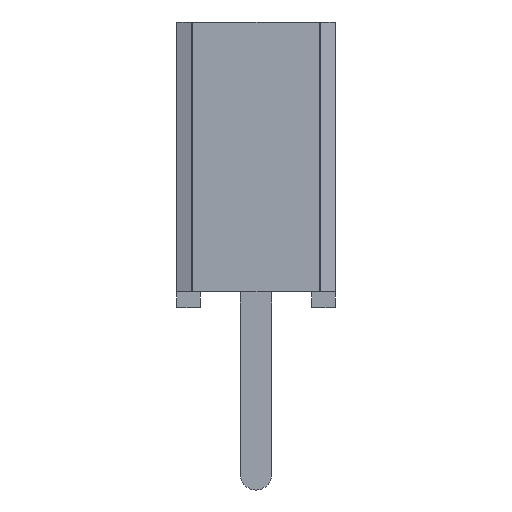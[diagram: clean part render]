
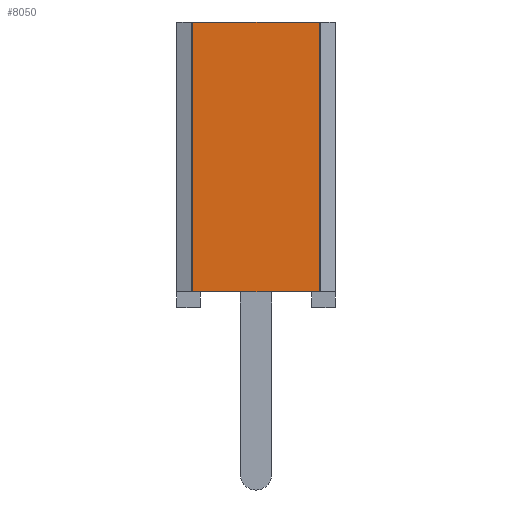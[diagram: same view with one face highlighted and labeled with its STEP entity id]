
A CAD part, left-side view. The second image highlights one B-rep face of the part: STEP entity #8050.
In plain terms, the highlighted planar face has unit normal (-1, 0, 0).
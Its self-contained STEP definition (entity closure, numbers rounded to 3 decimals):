
#8050 = ADVANCED_FACE('',(#8051),#8085,.F.);
#8051 = FACE_BOUND('',#8052,.T.);
#8052 = EDGE_LOOP('',(#8053,#8063,#8071,#8079));
#8053 = ORIENTED_EDGE('',*,*,#8054,.T.);
#8054 = EDGE_CURVE('',#8055,#8057,#8059,.T.);
#8055 = VERTEX_POINT('',#8056);
#8056 = CARTESIAN_POINT('',(-22.339,1.026,4.572));
#8057 = VERTEX_POINT('',#8058);
#8058 = CARTESIAN_POINT('',(-22.339,1.026,0.254));
#8059 = LINE('',#8060,#8061);
#8060 = CARTESIAN_POINT('',(-22.339,1.026,4.572));
#8061 = VECTOR('',#8062,1.);
#8062 = DIRECTION('',(0.,0.,-1.));
#8063 = ORIENTED_EDGE('',*,*,#8064,.T.);
#8064 = EDGE_CURVE('',#8057,#8065,#8067,.T.);
#8065 = VERTEX_POINT('',#8066);
#8066 = CARTESIAN_POINT('',(-22.339,-1.026,0.254));
#8067 = LINE('',#8068,#8069);
#8068 = CARTESIAN_POINT('',(-22.339,0.889,0.254));
#8069 = VECTOR('',#8070,1.);
#8070 = DIRECTION('',(0.,-1.,0.));
#8071 = ORIENTED_EDGE('',*,*,#8072,.T.);
#8072 = EDGE_CURVE('',#8065,#8073,#8075,.T.);
#8073 = VERTEX_POINT('',#8074);
#8074 = CARTESIAN_POINT('',(-22.339,-1.026,4.572));
#8075 = LINE('',#8076,#8077);
#8076 = CARTESIAN_POINT('',(-22.339,-1.026,4.572));
#8077 = VECTOR('',#8078,1.);
#8078 = DIRECTION('',(0.,0.,1.));
#8079 = ORIENTED_EDGE('',*,*,#8080,.F.);
#8080 = EDGE_CURVE('',#8055,#8073,#8081,.T.);
#8081 = LINE('',#8082,#8083);
#8082 = CARTESIAN_POINT('',(-22.339,1.27,4.572));
#8083 = VECTOR('',#8084,1.);
#8084 = DIRECTION('',(0.,-1.,0.));
#8085 = PLANE('',#8086);
#8086 = AXIS2_PLACEMENT_3D('',#8087,#8088,#8089);
#8087 = CARTESIAN_POINT('',(-22.339,1.27,4.572));
#8088 = DIRECTION('',(1.,0.,0.));
#8089 = DIRECTION('',(0.,1.,0.));
